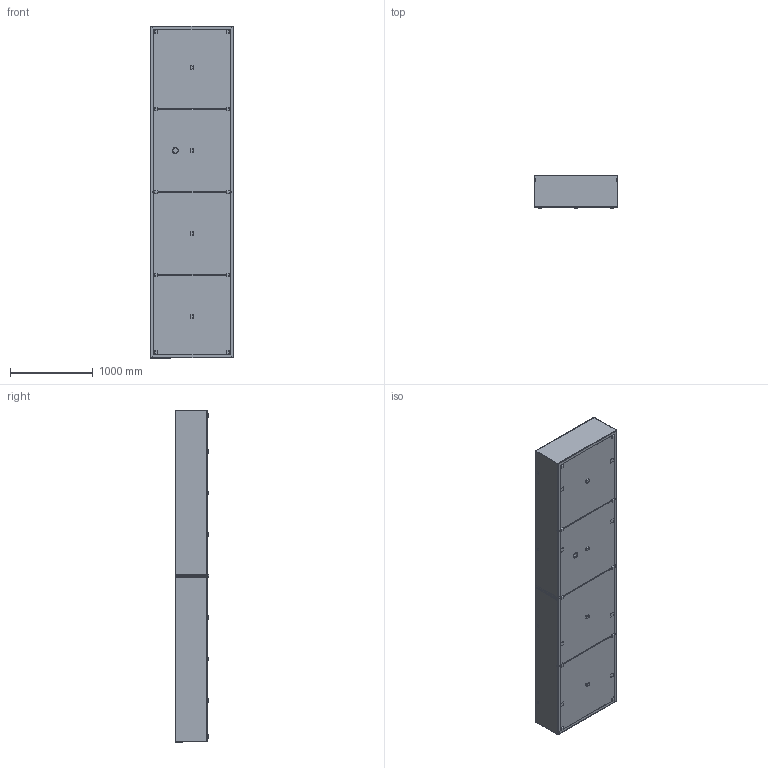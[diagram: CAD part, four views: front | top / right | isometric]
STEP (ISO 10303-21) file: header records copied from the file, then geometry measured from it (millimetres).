
FILE_DESCRIPTION (( 'STEP AP214' ), '1' );
FILE_NAME ('CB3.STEP', '2021-09-15T06:36:22', ( '' ), ( '' ), 'SwSTEP 2.0', 'SolidWorks 2021', '' );
FILE_SCHEMA (( 'AUTOMOTIVE_DESIGN' ));
Length unit declared in the file: millimetre
Products named in the file (23): CB3-Cover; CB3-Bottom 3; CB3-Bottom 2; CB3-pipe cover; CB3-Reinforcement 2 Cover; CB3-L-_Default<As Machined>; CB3-pipe; CB3-Reinforcement cover; CB3-Strip; CB3-Reinforcement 3 Cover; CB3-Support 1_Default<As Machined>; Ring top; CB3-Reinforcement Base; CB3 Base; CB3 Cover; CB3-Bottom 1; CB3-Side 2; CB3-Side 3; CB3; CB3-Support 2_Default<As Machined>; FeetCB3; CB3-Reinforcement 2 Base; CB3-Side
Assembly tree (74 placements, depth 3):
  CB3
    CB3 Base
      CB3-Bottom 1
      CB3-Side  x2
      CB3-pipe
      CB3-Strip  x4
      FeetCB3  x14
      CB3-Side 2  x2
      CB3-Bottom 2  x2
      CB3-Reinforcement Base  x4
      CB3-Bottom 3
      CB3-Side 3  x2
      CB3-Reinforcement 2 Base  x2
      CB3-Support 2_Default<As Machined>  x8
    CB3 Cover
      CB3-Cover  x2
      Ring top  x4
      CB3-pipe cover  x4
      CB3-L-_Default<As Machined>  x4
      CB3-Reinforcement cover  x4
      CB3-Reinforcement 2 Cover
      CB3-Support 1_Default<As Machined>  x8
      CB3-Reinforcement 3 Cover  x2
Bounding box: 1000 x 400 x 4000 mm (x, y, z)
Volume: 40431114.8 mm3; surface area: 27151985.8 mm2
Topology: 72 solids, 72 shells, 1550 faces, 3370 edges, 1964 vertices
Faces by surface type: plane 996, cylinder 410, bspline 144
Entity records: 13067 total; most frequent: CARTESIAN_POINT 3119, DIRECTION 1895, ORIENTED_EDGE 1750, EDGE_CURVE 875, LINE 659, VECTOR 659, AXIS2_PLACEMENT_3D 618, VERTEX_POINT 506
